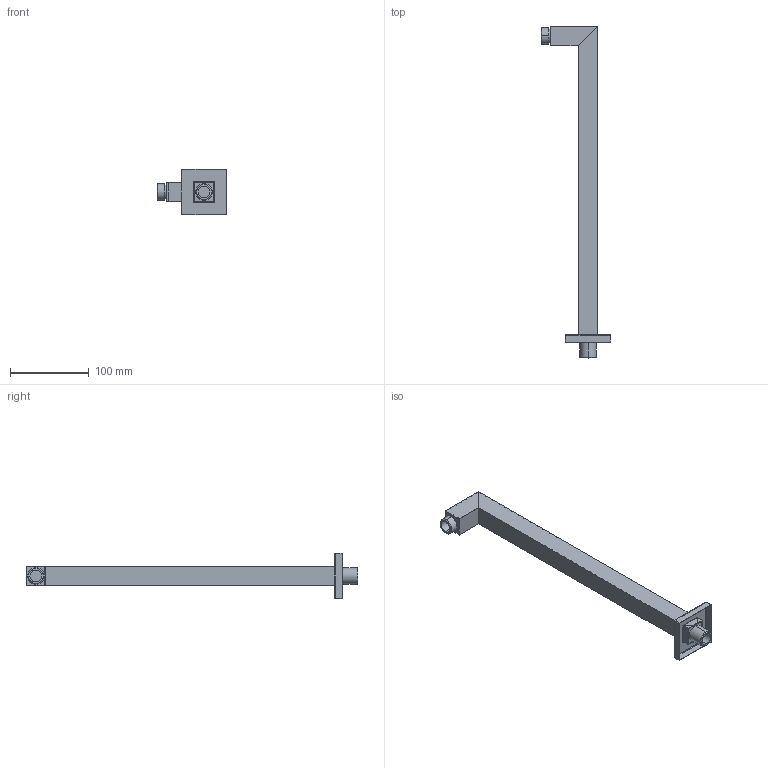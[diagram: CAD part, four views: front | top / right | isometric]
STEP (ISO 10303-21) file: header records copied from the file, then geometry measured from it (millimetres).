
FILE_DESCRIPTION((''),'2;1');
FILE_NAME('AA-SB001CP_ASM','2020-09-22T',('Administrator'),(''),'PRO/ENGINEER BY PARAMETRIC TECHNOLOGY CORPORATION, 2010280','PRO/ENGINEER BY PARAMETRIC TECHNOLOGY CORPORATION, 2010280','');
FILE_SCHEMA(('CONFIG_CONTROL_DESIGN'));
Length unit declared in the file: millimetre
Products named in the file (7): AABP0036-P1-01; AABP0036-P1-02; AABP0036-P1-03; AABP0036-P1-04; AABP0022-P1_ASM; PTCB0258-P1; AA-SB001CP_ASM
Assembly tree (6 placements, depth 3):
  AA-SB001CP_ASM
    AABP0022-P1_ASM
      AABP0036-P1-01
      AABP0036-P1-02
      AABP0036-P1-03
      AABP0036-P1-04
    PTCB0258-P1
Bounding box: 88.5 x 420.5 x 58 mm (x, y, z)
Volume: 51452.5 mm3; surface area: 100726.1 mm2
Topology: 5 solids, 5 shells, 152 faces, 370 edges, 232 vertices
Faces by surface type: plane 86, cylinder 54, sphere 8, cone 4
Entity records: 4671 total; most frequent: CARTESIAN_POINT 924, DIRECTION 752, ORIENTED_EDGE 740, EDGE_CURVE 370, VECTOR 254, LINE 254, AXIS2_PLACEMENT_3D 249, VERTEX_POINT 232
